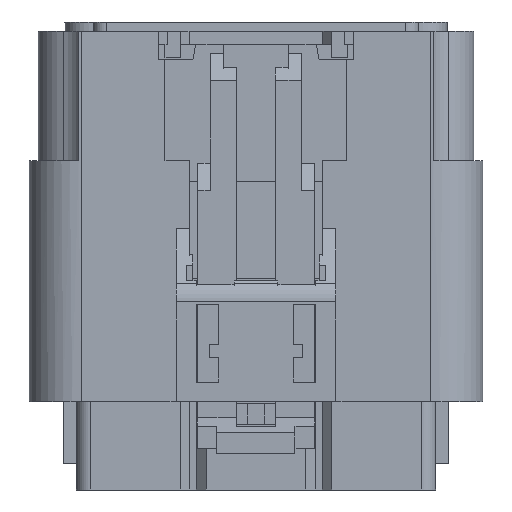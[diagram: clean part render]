
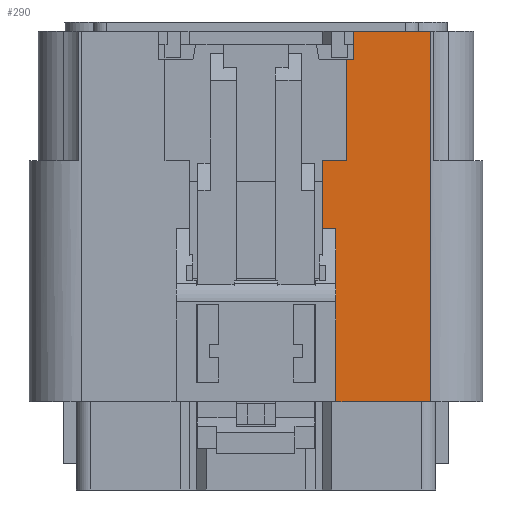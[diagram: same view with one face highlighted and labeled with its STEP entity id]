
A CAD part, left-side view. The second image highlights one B-rep face of the part: STEP entity #290.
In plain terms, the highlighted planar face has unit normal (-1, 0, 0).
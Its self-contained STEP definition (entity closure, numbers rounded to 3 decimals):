
#290=ADVANCED_FACE('',(#1064),#703,.F.);
#703=PLANE('',#8771);
#1064=FACE_OUTER_BOUND('',#1485,.T.);
#1485=EDGE_LOOP('',(#2405,#2406,#2407,#2408,#2409,#2410,#2411,#2412,#2413,
#2414));
#2405=ORIENTED_EDGE('',*,*,#5629,.T.);
#2406=ORIENTED_EDGE('',*,*,#5605,.F.);
#2407=ORIENTED_EDGE('',*,*,#5630,.F.);
#2408=ORIENTED_EDGE('',*,*,#5515,.T.);
#2409=ORIENTED_EDGE('',*,*,#5631,.F.);
#2410=ORIENTED_EDGE('',*,*,#5632,.F.);
#2411=ORIENTED_EDGE('',*,*,#5633,.F.);
#2412=ORIENTED_EDGE('',*,*,#5634,.T.);
#2413=ORIENTED_EDGE('',*,*,#5635,.F.);
#2414=ORIENTED_EDGE('',*,*,#5636,.F.);
#4667=VERTEX_POINT('',#12142);
#4668=VERTEX_POINT('',#12144);
#4737=VERTEX_POINT('',#12318);
#4738=VERTEX_POINT('',#12320);
#4753=VERTEX_POINT('',#12361);
#4754=VERTEX_POINT('',#12364);
#4755=VERTEX_POINT('',#12366);
#4756=VERTEX_POINT('',#12368);
#4757=VERTEX_POINT('',#12370);
#4758=VERTEX_POINT('',#12372);
#5515=EDGE_CURVE('',#4668,#4667,#6706,.T.);
#5605=EDGE_CURVE('',#4737,#4738,#6772,.T.);
#5629=EDGE_CURVE('',#4753,#4738,#6794,.T.);
#5630=EDGE_CURVE('',#4668,#4737,#6795,.T.);
#5631=EDGE_CURVE('',#4754,#4667,#6796,.T.);
#5632=EDGE_CURVE('',#4755,#4754,#6797,.T.);
#5633=EDGE_CURVE('',#4756,#4755,#6798,.T.);
#5634=EDGE_CURVE('',#4756,#4757,#6799,.T.);
#5635=EDGE_CURVE('',#4758,#4757,#6800,.T.);
#5636=EDGE_CURVE('',#4753,#4758,#6801,.T.);
#6706=LINE('',#12143,#7828);
#6772=LINE('',#12319,#7894);
#6794=LINE('',#12360,#7916);
#6795=LINE('',#12362,#7917);
#6796=LINE('',#12363,#7918);
#6797=LINE('',#12365,#7919);
#6798=LINE('',#12367,#7920);
#6799=LINE('',#12369,#7921);
#6800=LINE('',#12371,#7922);
#6801=LINE('',#12373,#7923);
#7828=VECTOR('',#9681,1.);
#7894=VECTOR('',#9811,1.);
#7916=VECTOR('',#9841,1.);
#7917=VECTOR('',#9842,1.);
#7918=VECTOR('',#9843,1.);
#7919=VECTOR('',#9844,1.);
#7920=VECTOR('',#9845,1.);
#7921=VECTOR('',#9846,1.);
#7922=VECTOR('',#9847,1.);
#7923=VECTOR('',#9848,1.);
#8771=AXIS2_PLACEMENT_3D('',#12374,#9849,#9850);
#9681=DIRECTION('',(0.,1.,0.));
#9811=DIRECTION('',(0.,1.,0.));
#9841=DIRECTION('',(0.,0.,-1.));
#9842=DIRECTION('',(0.,0.,-1.));
#9843=DIRECTION('',(0.,0.,1.));
#9844=DIRECTION('',(0.,-1.,0.));
#9845=DIRECTION('',(0.,0.,1.));
#9846=DIRECTION('',(0.,1.,0.));
#9847=DIRECTION('',(0.,0.,1.));
#9848=DIRECTION('',(0.,1.,0.));
#9849=DIRECTION('',(1.,0.,0.));
#9850=DIRECTION('',(0.,0.,-1.));
#12142=CARTESIAN_POINT('',(-17.462,-7.311,15.248));
#12143=CARTESIAN_POINT('',(-17.462,13.639,15.248));
#12144=CARTESIAN_POINT('',(-17.462,-13.261,15.248));
#12318=CARTESIAN_POINT('',(-17.462,-13.261,-13.252));
#12319=CARTESIAN_POINT('',(-17.462,13.639,-13.252));
#12320=CARTESIAN_POINT('',(-17.462,-5.961,-13.252));
#12360=CARTESIAN_POINT('',(-17.462,-5.961,-13.252));
#12361=CARTESIAN_POINT('',(-17.462,-5.961,0.048));
#12362=CARTESIAN_POINT('',(-17.462,-13.261,14.248));
#12363=CARTESIAN_POINT('',(-17.462,-7.311,15.248));
#12364=CARTESIAN_POINT('',(-17.462,-7.311,13.048));
#12365=CARTESIAN_POINT('',(-17.462,-7.161,13.048));
#12366=CARTESIAN_POINT('',(-17.462,-6.811,13.048));
#12367=CARTESIAN_POINT('',(-17.462,-6.811,15.248));
#12368=CARTESIAN_POINT('',(-17.462,-6.811,5.258));
#12369=CARTESIAN_POINT('',(-17.462,-6.811,5.258));
#12370=CARTESIAN_POINT('',(-17.462,-4.961,5.258));
#12371=CARTESIAN_POINT('',(-17.462,-4.961,-5.152));
#12372=CARTESIAN_POINT('',(-17.462,-4.961,0.048));
#12373=CARTESIAN_POINT('',(-17.462,13.639,0.048));
#12374=CARTESIAN_POINT('',(-17.462,13.639,14.248));
